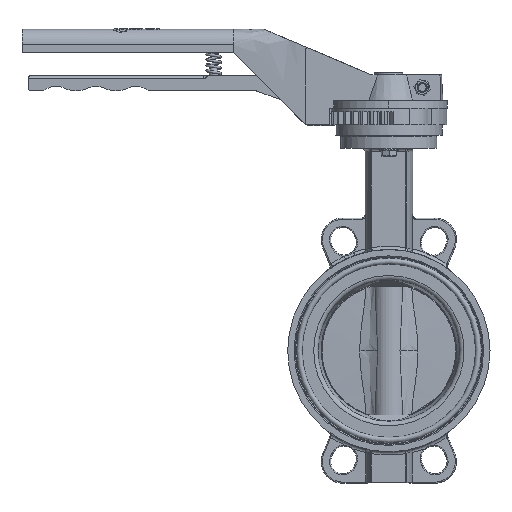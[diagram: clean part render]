
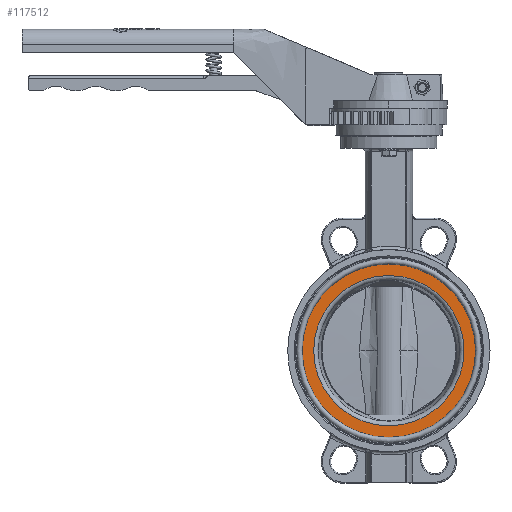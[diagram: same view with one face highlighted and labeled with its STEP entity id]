
A CAD part, front view. The second image highlights one B-rep face of the part: STEP entity #117512.
In plain terms, the highlighted planar face has unit normal (0, -1, 0).
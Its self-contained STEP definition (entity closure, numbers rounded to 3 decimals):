
#116262=CARTESIAN_POINT('',(67.602,-28.25,-0.));
#116263=VERTEX_POINT('',#116262);
#116271=CARTESIAN_POINT('',(0.,-28.25,-0.));
#116272=DIRECTION('',(0.,-1.,-0.));
#116273=DIRECTION('',(1.,0.,0.));
#116274=AXIS2_PLACEMENT_3D('',#116271,#116272,#116273);
#116275=CIRCLE('',#116274,67.602);
#116276=EDGE_CURVE('',#116263,#116263,#116275,.T.);
#116294=CARTESIAN_POINT('',(78.,-28.25,-0.));
#116295=VERTEX_POINT('',#116294);
#116313=CARTESIAN_POINT('',(0.,-28.25,-0.));
#116314=DIRECTION('',(0.,-1.,-0.));
#116315=DIRECTION('',(1.,0.,0.));
#116316=AXIS2_PLACEMENT_3D('',#116313,#116314,#116315);
#116317=CIRCLE('',#116316,78.);
#116318=EDGE_CURVE('',#116295,#116295,#116317,.T.);
#117501=CARTESIAN_POINT('',(0.,-28.25,72.625));
#117502=DIRECTION('',(0.,1.,0.));
#117503=DIRECTION('',(-1.,0.,0.));
#117504=AXIS2_PLACEMENT_3D('',#117501,#117502,#117503);
#117505=PLANE('',#117504);
#117506=ORIENTED_EDGE('',*,*,#116318,.T.);
#117507=EDGE_LOOP('',(#117506));
#117508=FACE_BOUND('',#117507,.T.);
#117509=ORIENTED_EDGE('',*,*,#116276,.F.);
#117510=EDGE_LOOP('',(#117509));
#117511=FACE_BOUND('',#117510,.T.);
#117512=ADVANCED_FACE('',(#117508,#117511),#117505,.F.);
